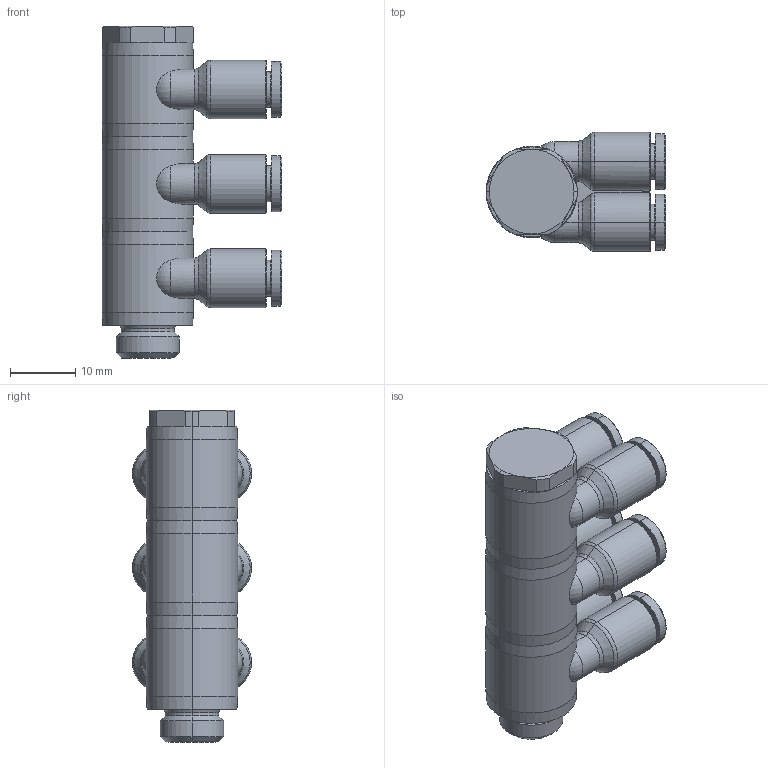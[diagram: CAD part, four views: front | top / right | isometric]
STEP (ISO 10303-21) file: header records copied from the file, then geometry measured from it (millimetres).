
FILE_DESCRIPTION((''),'2;1');
FILE_NAME('GPA_04G01(3)(3D).stp','2012-12-20T11:04:46',(''),(''),'Mechanical Desktop.R8.0.24.0','Mechanical Desktop.R8.0.24.0',', , ');
FILE_SCHEMA(('CONFIG_CONTROL_DESIGN'));
Length unit declared in the file: millimetre
Products named in the file (2): GPA_04G01(3)(3D); 睡ヶ1
Assembly tree (1 placements, depth 2):
  GPA_04G01(3)(3D)
    睡ヶ1
Bounding box: 27.6 x 18.3 x 51 mm (x, y, z)
Volume: 9889.4 mm3; surface area: 10610.4 mm2
Topology: 1 solids, 1 shells, 2462 faces, 6903 edges, 4547 vertices
Faces by surface type: plane 2012, bspline 174, cylinder 142, cone 110, torus 18, sphere 6
Entity records: 81258 total; most frequent: CARTESIAN_POINT 17860, ORIENTED_EDGE 13802, DIRECTION 12163, EDGE_CURVE 6901, VECTOR 6063, LINE 6063, VERTEX_POINT 4547, AXIS2_PLACEMENT_3D 3050
